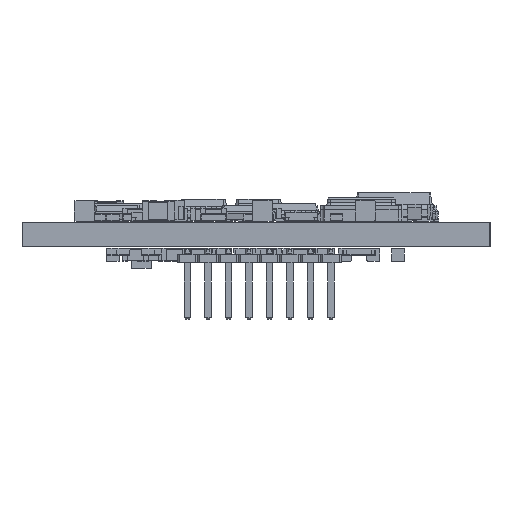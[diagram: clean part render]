
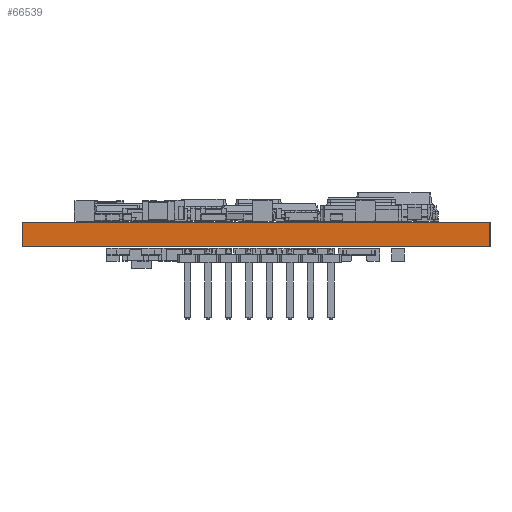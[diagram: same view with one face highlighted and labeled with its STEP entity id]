
A CAD part, left-side view. The second image highlights one B-rep face of the part: STEP entity #66539.
In plain terms, the highlighted planar face has unit normal (-1, 0, 0).
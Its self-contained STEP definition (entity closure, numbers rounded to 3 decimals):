
#66514 = VERTEX_POINT('',#66515);
#66515 = CARTESIAN_POINT('',(122.6,-107.3,1.51));
#66521 = EDGE_CURVE('',#66522,#66514,#66524,.T.);
#66522 = VERTEX_POINT('',#66523);
#66523 = CARTESIAN_POINT('',(122.6,-107.3,0.));
#66524 = LINE('',#66525,#66526);
#66525 = CARTESIAN_POINT('',(122.6,-107.3,0.));
#66526 = VECTOR('',#66527,1.);
#66527 = DIRECTION('',(0.,0.,1.));
#66539 = ADVANCED_FACE('',(#66540),#66565,.T.);
#66540 = FACE_BOUND('',#66541,.T.);
#66541 = EDGE_LOOP('',(#66542,#66543,#66551,#66559));
#66542 = ORIENTED_EDGE('',*,*,#66521,.T.);
#66543 = ORIENTED_EDGE('',*,*,#66544,.T.);
#66544 = EDGE_CURVE('',#66514,#66545,#66547,.T.);
#66545 = VERTEX_POINT('',#66546);
#66546 = CARTESIAN_POINT('',(122.6,-78.3,1.51));
#66547 = LINE('',#66548,#66549);
#66548 = CARTESIAN_POINT('',(122.6,-107.3,1.51));
#66549 = VECTOR('',#66550,1.);
#66550 = DIRECTION('',(0.,1.,0.));
#66551 = ORIENTED_EDGE('',*,*,#66552,.F.);
#66552 = EDGE_CURVE('',#66553,#66545,#66555,.T.);
#66553 = VERTEX_POINT('',#66554);
#66554 = CARTESIAN_POINT('',(122.6,-78.3,0.));
#66555 = LINE('',#66556,#66557);
#66556 = CARTESIAN_POINT('',(122.6,-78.3,0.));
#66557 = VECTOR('',#66558,1.);
#66558 = DIRECTION('',(0.,0.,1.));
#66559 = ORIENTED_EDGE('',*,*,#66560,.F.);
#66560 = EDGE_CURVE('',#66522,#66553,#66561,.T.);
#66561 = LINE('',#66562,#66563);
#66562 = CARTESIAN_POINT('',(122.6,-107.3,0.));
#66563 = VECTOR('',#66564,1.);
#66564 = DIRECTION('',(0.,1.,0.));
#66565 = PLANE('',#66566);
#66566 = AXIS2_PLACEMENT_3D('',#66567,#66568,#66569);
#66567 = CARTESIAN_POINT('',(122.6,-107.3,0.));
#66568 = DIRECTION('',(-1.,0.,0.));
#66569 = DIRECTION('',(0.,1.,0.));
